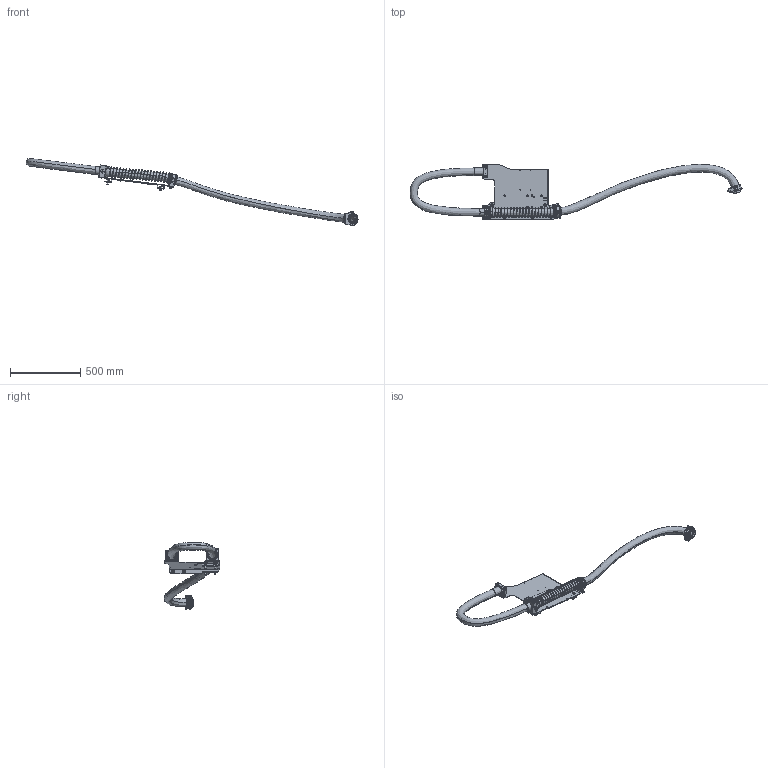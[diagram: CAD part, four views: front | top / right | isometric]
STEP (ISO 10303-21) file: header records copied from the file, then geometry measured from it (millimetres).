
FILE_DESCRIPTION (( 'STEP AP203' ), '1' );
FILE_NAME ('P2323-2.STEP', '2019-09-23T10:12:18', ( 'admin' ), ( '' ), 'SwSTEP 2.0', 'SolidWorks 2017', '' );
FILE_SCHEMA (( 'CONFIG_CONTROL_DESIGN' ));
Products named in the file (1): P2323-2
Bounding box: 2365.87 x 392.93 x 478.82 mm (x, y, z)
Volume: 3206824.2 mm3; surface area: 1806756 mm2
Topology: 36 solids, 36 shells, 2858 faces, 7409 edges, 4690 vertices
Faces by surface type: plane 1000, cylinder 827, bspline 699, cone 146, torus 126, sphere 60
Entity records: 188495 total; most frequent: CARTESIAN_POINT 123451, ORIENTED_EDGE 14610, DIRECTION 11819, EDGE_CURVE 7305, VERTEX_POINT 4674, AXIS2_PLACEMENT_3D 4234, VECTOR 3351, LINE 3351
